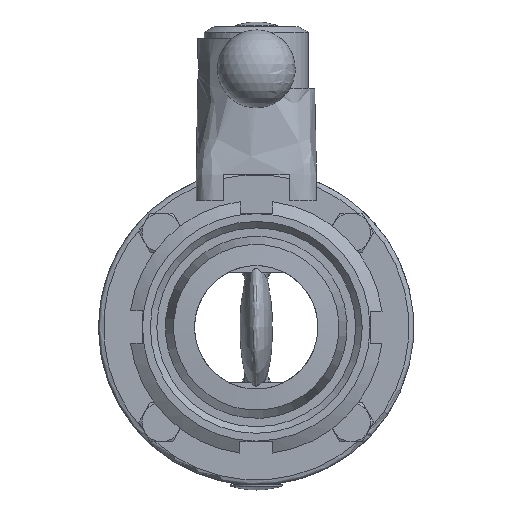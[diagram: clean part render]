
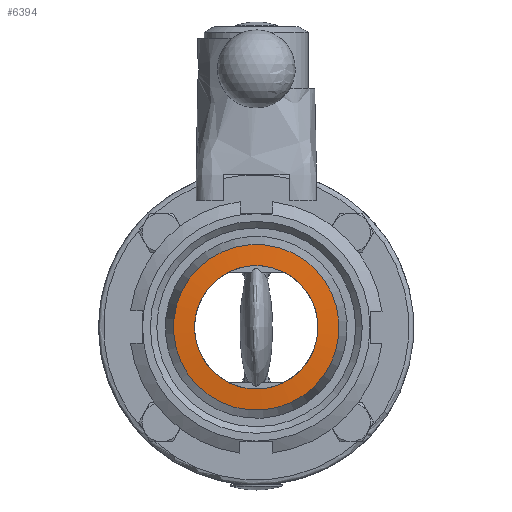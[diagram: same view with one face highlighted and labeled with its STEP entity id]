
A CAD part, front view. The second image highlights one B-rep face of the part: STEP entity #6394.
In plain terms, the highlighted conical face has half-angle 85 degrees and reference radius 22.236 mm.
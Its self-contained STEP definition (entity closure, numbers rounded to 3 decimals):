
#669=CONICAL_SURFACE('',#7064,22.236,85.);
#1241=FACE_BOUND('',#2101,.T.);
#1602=FACE_OUTER_BOUND('',#2100,.T.);
#2100=EDGE_LOOP('',(#5340));
#2101=EDGE_LOOP('',(#5341));
#2491=CIRCLE('',#7063,25.472);
#2492=CIRCLE('',#7065,19.);
#2998=VERTEX_POINT('',#12211);
#2999=VERTEX_POINT('',#12214);
#3801=EDGE_CURVE('',#2998,#2998,#2491,.T.);
#3802=EDGE_CURVE('',#2999,#2999,#2492,.T.);
#5340=ORIENTED_EDGE('',*,*,#3801,.T.);
#5341=ORIENTED_EDGE('',*,*,#3802,.F.);
#6394=ADVANCED_FACE('',(#1602,#1241),#669,.T.);
#7063=AXIS2_PLACEMENT_3D('',#12212,#8467,#8468);
#7064=AXIS2_PLACEMENT_3D('',#12213,#8469,#8470);
#7065=AXIS2_PLACEMENT_3D('',#12215,#8471,#8472);
#8467=DIRECTION('center_axis',(0.,-1.,0.));
#8468=DIRECTION('ref_axis',(-0.098,0.,-0.995));
#8469=DIRECTION('center_axis',(0.,1.,0.));
#8470=DIRECTION('ref_axis',(0.995,0.,-0.098));
#8471=DIRECTION('center_axis',(0.,-1.,0.));
#8472=DIRECTION('ref_axis',(-0.098,0.,-0.995));
#12211=CARTESIAN_POINT('',(25.349,-20.434,-2.5));
#12212=CARTESIAN_POINT('Origin',(0.,-20.434,0.));
#12213=CARTESIAN_POINT('Origin',(0.,-20.717,0.));
#12214=CARTESIAN_POINT('',(18.908,-21.,-1.865));
#12215=CARTESIAN_POINT('Origin',(0.,-21.,0.));
